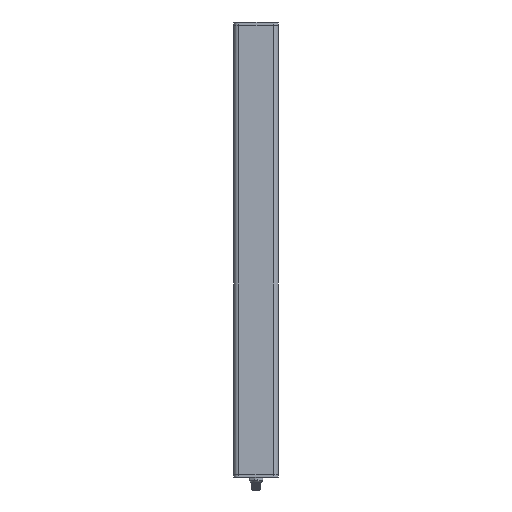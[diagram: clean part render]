
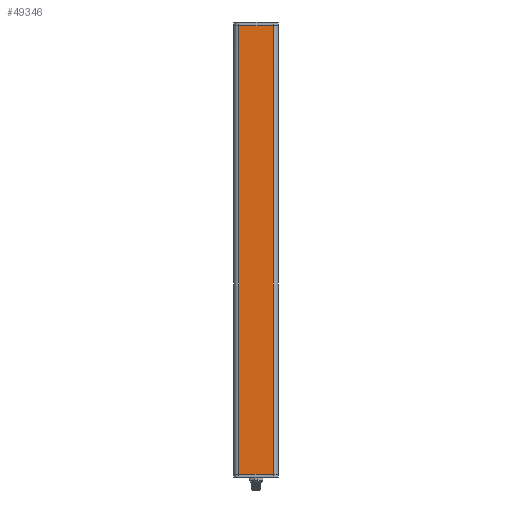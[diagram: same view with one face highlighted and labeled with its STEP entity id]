
A CAD part, front view. The second image highlights one B-rep face of the part: STEP entity #49346.
In plain terms, the highlighted planar face has unit normal (0, -1, 0).
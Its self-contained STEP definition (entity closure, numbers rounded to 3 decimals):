
#2031=DIRECTION('',(-1.,0.,0.));
#2032=VECTOR('',#2031,45.4);
#2033=CARTESIAN_POINT('',(22.7,-16.3,598.));
#2034=LINE('',#2033,#2032);
#2035=DIRECTION('',(0.,0.,-1.));
#2036=VECTOR('',#2035,598.);
#2037=CARTESIAN_POINT('',(22.7,-16.3,598.));
#2038=LINE('',#2037,#2036);
#2039=DIRECTION('',(1.,0.,0.));
#2040=VECTOR('',#2039,45.4);
#2041=CARTESIAN_POINT('',(-22.7,-16.3,
0.));
#2042=LINE('',#2041,#2040);
#2043=DIRECTION('',(0.,0.,-1.));
#2044=VECTOR('',#2043,598.);
#2045=CARTESIAN_POINT('',(-22.7,-16.3,598.));
#2046=LINE('',#2045,#2044);
#43763=CARTESIAN_POINT('',(-22.7,-16.3,
0.));
#43764=CARTESIAN_POINT('',(22.7,-16.3,0.));
#43765=VERTEX_POINT('',#43763);
#43766=VERTEX_POINT('',#43764);
#44380=CARTESIAN_POINT('',(22.7,-16.3,
598.));
#44381=CARTESIAN_POINT('',(-22.7,-16.3,598.));
#44382=VERTEX_POINT('',#44380);
#44383=VERTEX_POINT('',#44381);
#49334=CARTESIAN_POINT('',(-29.7,-16.3,0.));
#49335=DIRECTION('',(0.,-1.,0.));
#49336=DIRECTION('',(1.,0.,0.));
#49337=AXIS2_PLACEMENT_3D('',#49334,#49335,#49336);
#49338=PLANE('',#49337);
#49340=ORIENTED_EDGE('',*,*,#49339,.F.);
#49341=ORIENTED_EDGE('',*,*,#49303,.T.);
#49342=ORIENTED_EDGE('',*,*,#49326,.F.);
#49343=ORIENTED_EDGE('',*,*,#48909,.F.);
#49344=EDGE_LOOP('',(#49340,#49341,#49342,#49343));
#49345=FACE_OUTER_BOUND('',#49344,.F.);
#49346=ADVANCED_FACE('',(#49345),#49338,.T.);
#48909=EDGE_CURVE('',#44383,#43765,#2046,.T.);
#49303=EDGE_CURVE('',#44382,#43766,#2038,.T.);
#49326=EDGE_CURVE('',#43765,#43766,#2042,.T.);
#49339=EDGE_CURVE('',#44382,#44383,#2034,.T.);
